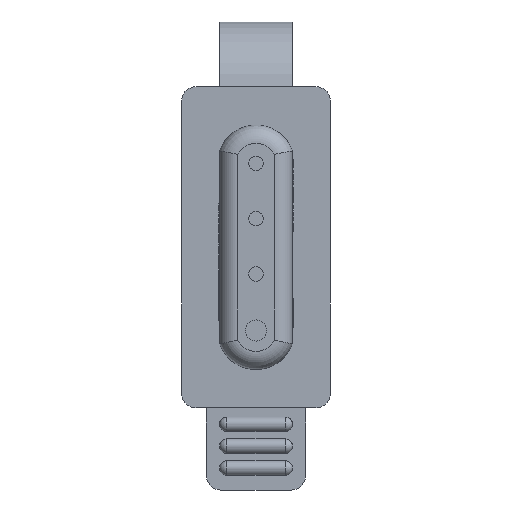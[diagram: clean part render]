
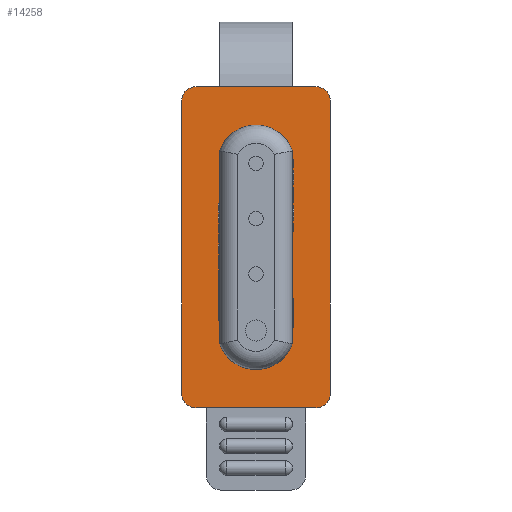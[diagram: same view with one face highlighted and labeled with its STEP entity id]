
A CAD part, front view. The second image highlights one B-rep face of the part: STEP entity #14258.
In plain terms, the highlighted planar face has unit normal (0, -1, 0).
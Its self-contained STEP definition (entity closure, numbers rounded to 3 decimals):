
#120=DIRECTION('',(0.,0.,-1.));
#121=VECTOR('',#120,26.416);
#122=CARTESIAN_POINT('',(5.,8.,13.208));
#123=LINE('',#122,#121);
#829=DIRECTION('',(0.,0.,1.));
#830=VECTOR('',#829,26.416);
#831=CARTESIAN_POINT('',(-5.,8.,-13.208));
#832=LINE('',#831,#830);
#2511=CARTESIAN_POINT('',(-8.2,8.,20.));
#2512=DIRECTION('',(0.,1.,0.));
#2513=DIRECTION('',(-1.,0.,0.));
#2514=AXIS2_PLACEMENT_3D('',#2511,#2512,#2513);
#2516=DIRECTION('',(1.,0.,0.));
#2517=VECTOR('',#2516,16.4);
#2518=CARTESIAN_POINT('',(-8.2,8.,22.));
#2519=LINE('',#2518,#2517);
#2520=CARTESIAN_POINT('',(8.2,8.,20.));
#2521=DIRECTION('',(0.,1.,0.));
#2522=DIRECTION('',(0.,0.,1.));
#2523=AXIS2_PLACEMENT_3D('',#2520,#2521,#2522);
#2525=DIRECTION('',(0.,0.,-1.));
#2526=VECTOR('',#2525,40.);
#2527=CARTESIAN_POINT('',(10.2,8.,20.));
#2528=LINE('',#2527,#2526);
#2529=CARTESIAN_POINT('',(8.2,8.,-20.));
#2530=DIRECTION('',(0.,1.,0.));
#2531=DIRECTION('',(1.,0.,0.));
#2532=AXIS2_PLACEMENT_3D('',#2529,#2530,#2531);
#2534=DIRECTION('',(-1.,0.,0.));
#2535=VECTOR('',#2534,16.4);
#2536=CARTESIAN_POINT('',(8.2,8.,-22.));
#2537=LINE('',#2536,#2535);
#2538=CARTESIAN_POINT('',(-8.2,8.,-20.));
#2539=DIRECTION('',(0.,1.,0.));
#2540=DIRECTION('',(0.,0.,-1.));
#2541=AXIS2_PLACEMENT_3D('',#2538,#2539,#2540);
#2543=DIRECTION('',(0.,0.,1.));
#2544=VECTOR('',#2543,40.);
#2545=CARTESIAN_POINT('',(-10.2,8.,-20.));
#2546=LINE('',#2545,#2544);
#2547=CARTESIAN_POINT('',(0.,8.,-11.45));
#2548=DIRECTION('',(0.,-1.,0.));
#2549=DIRECTION('',(-0.943,0.,-0.332));
#2550=AXIS2_PLACEMENT_3D('',#2547,#2548,#2549);
#2552=CARTESIAN_POINT('',(0.,8.,11.45));
#2553=DIRECTION('',(0.,-1.,0.));
#2554=DIRECTION('',(0.943,0.,0.332));
#2555=AXIS2_PLACEMENT_3D('',#2552,#2553,#2554);
#9715=CARTESIAN_POINT('',(5.,8.,-13.208));
#9716=VERTEX_POINT('',#9715);
#9717=CARTESIAN_POINT('',(-5.,8.,-13.208));
#9718=VERTEX_POINT('',#9717);
#9719=CARTESIAN_POINT('',(5.,8.,13.208));
#9720=VERTEX_POINT('',#9719);
#10055=CARTESIAN_POINT('',(-5.,8.,13.208));
#10056=VERTEX_POINT('',#10055);
#10895=CARTESIAN_POINT('',(-10.2,8.,20.));
#10896=CARTESIAN_POINT('',(-8.2,8.,22.));
#10897=VERTEX_POINT('',#10895);
#10898=VERTEX_POINT('',#10896);
#10899=CARTESIAN_POINT('',(8.2,8.,22.));
#10900=VERTEX_POINT('',#10899);
#10901=CARTESIAN_POINT('',(10.2,8.,20.));
#10902=VERTEX_POINT('',#10901);
#10903=CARTESIAN_POINT('',(10.2,8.,-20.));
#10904=VERTEX_POINT('',#10903);
#10905=CARTESIAN_POINT('',(8.2,8.,-22.));
#10906=VERTEX_POINT('',#10905);
#10907=CARTESIAN_POINT('',(-8.2,8.,-22.));
#10908=VERTEX_POINT('',#10907);
#10909=CARTESIAN_POINT('',(-10.2,8.,-20.));
#10910=VERTEX_POINT('',#10909);
#14229=CARTESIAN_POINT('',(0.,8.,0.));
#14230=DIRECTION('',(0.,1.,0.));
#14231=DIRECTION('',(0.,0.,-1.));
#14232=AXIS2_PLACEMENT_3D('',#14229,#14230,#14231);
#14233=PLANE('',#14232);
#14235=ORIENTED_EDGE('',*,*,#14234,.T.);
#14237=ORIENTED_EDGE('',*,*,#14236,.T.);
#14239=ORIENTED_EDGE('',*,*,#14238,.T.);
#14241=ORIENTED_EDGE('',*,*,#14240,.T.);
#14243=ORIENTED_EDGE('',*,*,#14242,.T.);
#14245=ORIENTED_EDGE('',*,*,#14244,.T.);
#14247=ORIENTED_EDGE('',*,*,#14246,.T.);
#14249=ORIENTED_EDGE('',*,*,#14248,.T.);
#14250=EDGE_LOOP('',(#14235,#14237,#14239,#14241,#14243,#14245,#14247,#14249));
#14251=FACE_OUTER_BOUND('',#14250,.F.);
#14252=ORIENTED_EDGE('',*,*,#12940,.T.);
#14253=ORIENTED_EDGE('',*,*,#12956,.F.);
#14254=ORIENTED_EDGE('',*,*,#13334,.T.);
#14255=ORIENTED_EDGE('',*,*,#13347,.F.);
#14256=EDGE_LOOP('',(#14252,#14253,#14254,#14255));
#14257=FACE_BOUND('',#14256,.F.);
#14258=ADVANCED_FACE('',(#14251,#14257),#14233,.F.);
#2515=CIRCLE('',#2514,2.);
#2524=CIRCLE('',#2523,2.);
#2533=CIRCLE('',#2532,2.);
#2542=CIRCLE('',#2541,2.);
#2551=CIRCLE('',#2550,5.3);
#2556=CIRCLE('',#2555,5.3);
#12940=EDGE_CURVE('',#9718,#9716,#2551,.T.);
#12956=EDGE_CURVE('',#9720,#9716,#123,.T.);
#13334=EDGE_CURVE('',#9720,#10056,#2556,.T.);
#13347=EDGE_CURVE('',#9718,#10056,#832,.T.);
#14234=EDGE_CURVE('',#10897,#10898,#2515,.T.);
#14236=EDGE_CURVE('',#10898,#10900,#2519,.T.);
#14238=EDGE_CURVE('',#10900,#10902,#2524,.T.);
#14240=EDGE_CURVE('',#10902,#10904,#2528,.T.);
#14242=EDGE_CURVE('',#10904,#10906,#2533,.T.);
#14244=EDGE_CURVE('',#10906,#10908,#2537,.T.);
#14246=EDGE_CURVE('',#10908,#10910,#2542,.T.);
#14248=EDGE_CURVE('',#10910,#10897,#2546,.T.);
